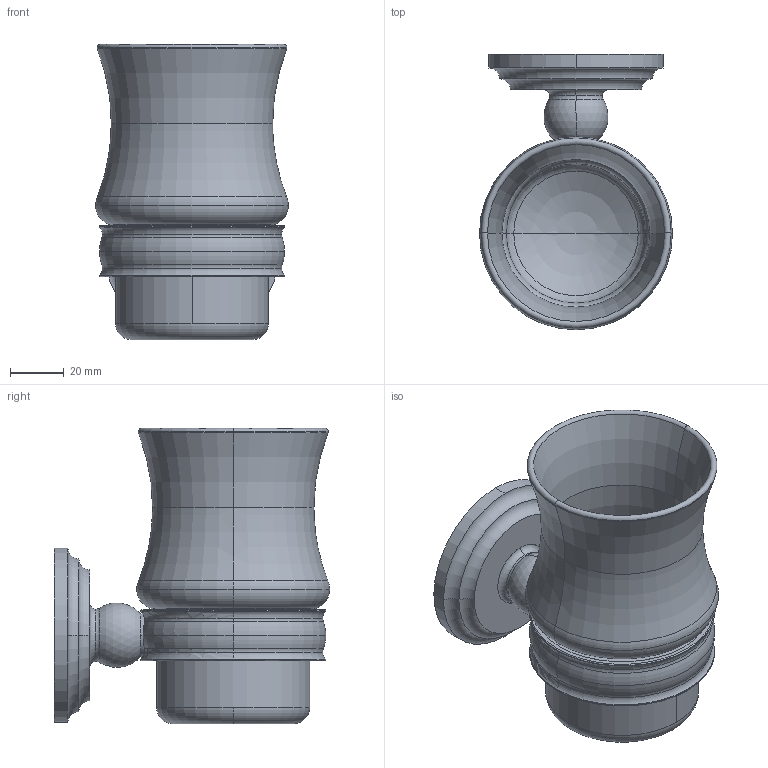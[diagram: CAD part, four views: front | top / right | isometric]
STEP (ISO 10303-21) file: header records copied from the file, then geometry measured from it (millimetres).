
FILE_DESCRIPTION((''),'2;1');
FILE_NAME('1113_WEB','2011-01-05T',('project'),(''),'PRO/ENGINEER BY PARAMETRIC TECHNOLOGY CORPORATION, 2009300','PRO/ENGINEER BY PARAMETRIC TECHNOLOGY CORPORATION, 2009300','');
FILE_SCHEMA(('CONFIG_CONTROL_DESIGN'));
Length unit declared in the file: inch
Products named in the file (1): 1113_WEB
Bounding box: 71.88 x 102.61 x 110 mm (x, y, z)
Volume: 107891.1 mm3; surface area: 70029.2 mm2
Topology: 3 solids, 8 shells, 165 faces, 394 edges, 243 vertices
Faces by surface type: torus 68, cylinder 40, cone 30, plane 23, sphere 4
Entity records: 5126 total; most frequent: CARTESIAN_POINT 1170, DIRECTION 924, ORIENTED_EDGE 752, AXIS2_PLACEMENT_3D 429, EDGE_CURVE 392, CIRCLE 263, VERTEX_POINT 243, EDGE_LOOP 183
